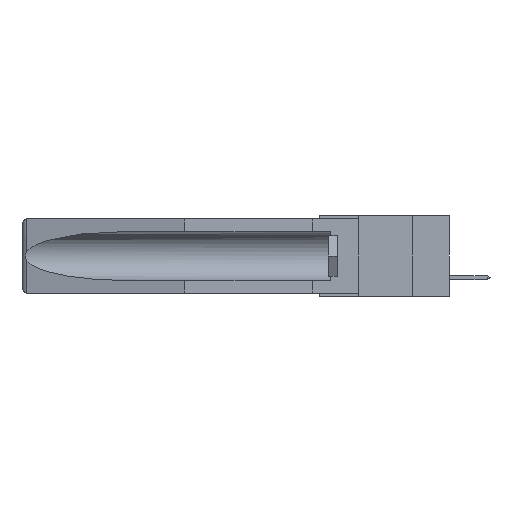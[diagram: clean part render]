
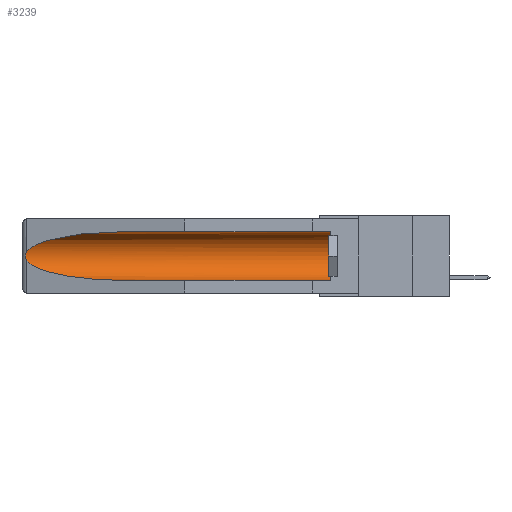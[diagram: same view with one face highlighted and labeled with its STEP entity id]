
A CAD part, left-side view. The second image highlights one B-rep face of the part: STEP entity #3239.
In plain terms, the highlighted cylindrical face has radius 2.857 mm (diameter 5.715 mm), a partial arc.
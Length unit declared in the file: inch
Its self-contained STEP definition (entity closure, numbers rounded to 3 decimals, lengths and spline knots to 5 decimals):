
#194 = CARTESIAN_POINT ( 'NONE',  ( 0.155, 0.126, -0.059 ) ) ;
#300 = EDGE_CURVE ( 'NONE', #22557, #23185, #13435, .T. ) ;
#613 = AXIS2_PLACEMENT_3D ( 'NONE', #16279, #14389, #5371 ) ;
#1013 = VERTEX_POINT ( 'NONE', #23333 ) ;
#1074 = CARTESIAN_POINT ( 'NONE',  ( 0.26537, 1.52718, -0.14972 ) ) ;
#1285 = VECTOR ( 'NONE', #15051, 39.37008 ) ;
#3239 = ADVANCED_FACE ( 'NONE', ( #17421 ), #4316, .F. ) ;
#3604 = EDGE_CURVE ( 'NONE', #22557, #21783, #11712, .T. ) ;
#4316 = CYLINDRICAL_SURFACE ( 'NONE', #12478, 0.1125 ) ;
#4611 = CARTESIAN_POINT ( 'NONE',  ( 0.26537, 1.52718, -0.19328 ) ) ;
#5096 = DIRECTION ( 'NONE',  ( 0., 0., 1. ) ) ;
#5134 = VECTOR ( 'NONE', #18583, 39.37008 ) ;
#5371 = DIRECTION ( 'NONE',  ( 0., 0., 1. ) ) ;
#5790 = CARTESIAN_POINT ( 'NONE',  ( 0.155, -0.30754, -0.284 ) ) ;
#6340 = CARTESIAN_POINT ( 'NONE',  ( 0.2673, 1.5327, -0.16383 ) ) ;
#6418 = CARTESIAN_POINT ( 'NONE',  ( 0.26537, 1.52718, -0.19328 ) ) ;
#7400 =( BOUNDED_CURVE ( )  B_SPLINE_CURVE ( 3, ( #14261, #15987, #8143, #1074 ),
 .UNSPECIFIED., .F., .F. ) 
 B_SPLINE_CURVE_WITH_KNOTS ( ( 4, 4 ),
 ( 4.71239, 6.08839 ),
 .UNSPECIFIED. ) 
 CURVE ( )  GEOMETRIC_REPRESENTATION_ITEM ( )  RATIONAL_B_SPLINE_CURVE ( ( 1., 0.848, 0.848, 1. ) ) 
 REPRESENTATION_ITEM ( '' )  );
#7584 = CARTESIAN_POINT ( 'NONE',  ( 0.155, -0.30754, -0.059 ) ) ;
#8000 = ORIENTED_EDGE ( 'NONE', *, *, #22577, .T. ) ;
#8143 = CARTESIAN_POINT ( 'NONE',  ( 0.25451, 1.48313, -0.09465 ) ) ;
#8193 = CARTESIAN_POINT ( 'NONE',  ( 0.26597, 1.5296, -0.19026 ) ) ;
#8353 = CARTESIAN_POINT ( 'NONE',  ( 0.155, 0.126, -0.284 ) ) ;
#8716 = ORIENTED_EDGE ( 'NONE', *, *, #300, .F. ) ;
#8794 = EDGE_CURVE ( 'NONE', #16345, #23185, #19044, .T. ) ;
#9706 = CARTESIAN_POINT ( 'NONE',  ( 0.21114, 1.30732, -0.284 ) ) ;
#9856 = CARTESIAN_POINT ( 'NONE',  ( 0.26537, 1.52718, -0.19328 ) ) ;
#10377 = ORIENTED_EDGE ( 'NONE', *, *, #18022, .T. ) ;
#10595 = B_SPLINE_CURVE_WITH_KNOTS ( 'NONE', 3,
 ( #17373, #13521, #15334, #6340, #15493, #17295, #20858, #20941, #8193, #6418 ),
 .UNSPECIFIED., .F., .F.,
 ( 4, 2, 2, 2, 4 ),
 ( 0., 0.00029, 0.00058, 0.00087, 0.00117 ),
 .UNSPECIFIED. ) ;
#11712 = CIRCLE ( 'NONE', #613, 0.1125 ) ;
#11753 = CARTESIAN_POINT ( 'NONE',  ( 0.25451, 1.48313, -0.24835 ) ) ;
#12291 = CARTESIAN_POINT ( 'NONE',  ( 0.155, -0.30754, -0.1715 ) ) ;
#12478 = AXIS2_PLACEMENT_3D ( 'NONE', #12291, #12532, #5096 ) ;
#12532 = DIRECTION ( 'NONE',  ( 0., 1., 0. ) ) ;
#12680 = CARTESIAN_POINT ( 'NONE',  ( 0.155, 1.07973, -0.059 ) ) ;
#12826 = VERTEX_POINT ( 'NONE', #12680 ) ;
#13330 = CARTESIAN_POINT ( 'NONE',  ( 0.155, 1.07973, -0.284 ) ) ;
#13435 = LINE ( 'NONE', #5790, #5134 ) ;
#13521 = CARTESIAN_POINT ( 'NONE',  ( 0.26597, 1.52961, -0.15275 ) ) ;
#13666 = CARTESIAN_POINT ( 'NONE',  ( 0.155, 1.07973, -0.284 ) ) ;
#13834 = EDGE_CURVE ( 'NONE', #21783, #12826, #19999, .T. ) ;
#14261 = CARTESIAN_POINT ( 'NONE',  ( 0.155, 1.07973, -0.059 ) ) ;
#14389 = DIRECTION ( 'NONE',  ( 0., -1., 0. ) ) ;
#15051 = DIRECTION ( 'NONE',  ( 0., 1., 0. ) ) ;
#15108 = ORIENTED_EDGE ( 'NONE', *, *, #8794, .T. ) ;
#15334 = CARTESIAN_POINT ( 'NONE',  ( 0.26654, 1.53092, -0.15636 ) ) ;
#15493 = CARTESIAN_POINT ( 'NONE',  ( 0.2675, 1.53308, -0.16763 ) ) ;
#15987 = CARTESIAN_POINT ( 'NONE',  ( 0.21114, 1.30732, -0.059 ) ) ;
#16158 = EDGE_LOOP ( 'NONE', ( #10377, #8000, #15108, #8716, #23031, #22133 ) ) ;
#16279 = CARTESIAN_POINT ( 'NONE',  ( 0.155, 0.126, -0.1715 ) ) ;
#16345 = VERTEX_POINT ( 'NONE', #4611 ) ;
#17295 = CARTESIAN_POINT ( 'NONE',  ( 0.2675, 1.53308, -0.17534 ) ) ;
#17373 = CARTESIAN_POINT ( 'NONE',  ( 0.26537, 1.52718, -0.14972 ) ) ;
#17421 = FACE_OUTER_BOUND ( 'NONE', #16158, .T. ) ;
#18022 = EDGE_CURVE ( 'NONE', #12826, #1013, #7400, .T. ) ;
#18583 = DIRECTION ( 'NONE',  ( 0., 1., 0. ) ) ;
#19044 =( BOUNDED_CURVE ( )  B_SPLINE_CURVE ( 3, ( #9856, #11753, #9706, #13666 ),
 .UNSPECIFIED., .F., .T. ) 
 B_SPLINE_CURVE_WITH_KNOTS ( ( 4, 4 ),
 ( 0.1948, 1.5708 ),
 .UNSPECIFIED. ) 
 CURVE ( )  GEOMETRIC_REPRESENTATION_ITEM ( )  RATIONAL_B_SPLINE_CURVE ( ( 1., 0.848, 0.848, 1. ) ) 
 REPRESENTATION_ITEM ( '' )  );
#19999 = LINE ( 'NONE', #7584, #1285 ) ;
#20858 = CARTESIAN_POINT ( 'NONE',  ( 0.2673, 1.53269, -0.17917 ) ) ;
#20941 = CARTESIAN_POINT ( 'NONE',  ( 0.26655, 1.53094, -0.18657 ) ) ;
#21783 = VERTEX_POINT ( 'NONE', #194 ) ;
#22133 = ORIENTED_EDGE ( 'NONE', *, *, #13834, .T. ) ;
#22557 = VERTEX_POINT ( 'NONE', #8353 ) ;
#22577 = EDGE_CURVE ( 'NONE', #1013, #16345, #10595, .T. ) ;
#23031 = ORIENTED_EDGE ( 'NONE', *, *, #3604, .T. ) ;
#23185 = VERTEX_POINT ( 'NONE', #13330 ) ;
#23333 = CARTESIAN_POINT ( 'NONE',  ( 0.26537, 1.52718, -0.14972 ) ) ;
